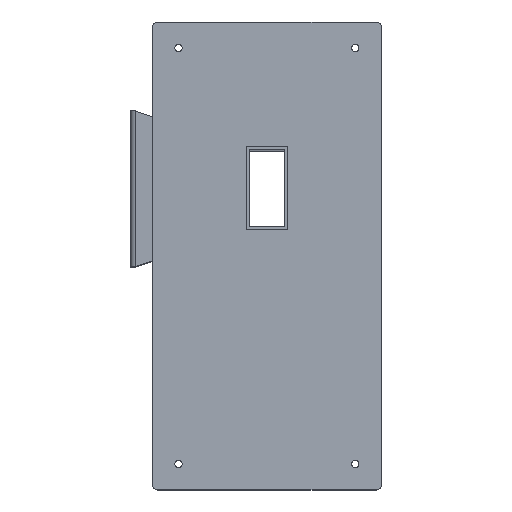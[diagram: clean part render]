
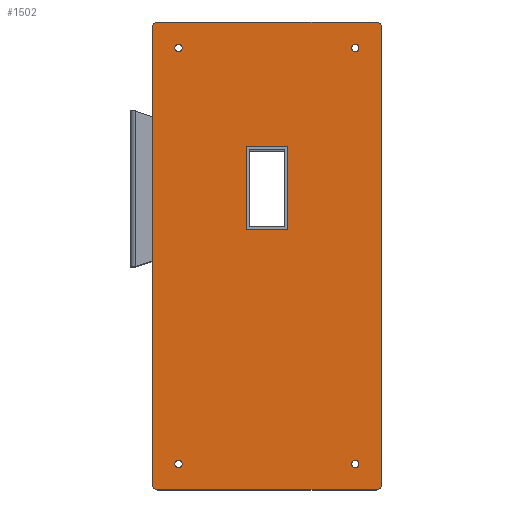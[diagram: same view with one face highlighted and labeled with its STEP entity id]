
A CAD part, top view. The second image highlights one B-rep face of the part: STEP entity #1502.
In plain terms, the highlighted planar face has unit normal (0, 0, 1).
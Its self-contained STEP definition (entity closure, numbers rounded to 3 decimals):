
#5 = DIRECTION ( 'NONE',  ( 0., 0., 1. ) ) ;
#35 = FACE_BOUND ( 'NONE', #79, .T. ) ;
#49 = LINE ( 'NONE', #330, #319 ) ;
#68 = ORIENTED_EDGE ( 'NONE', *, *, #1205, .T. ) ;
#70 = EDGE_CURVE ( 'NONE', #1652, #1652, #1275, .T. ) ;
#76 = DIRECTION ( 'NONE',  ( 0., 0., 1. ) ) ;
#79 = EDGE_LOOP ( 'NONE', ( #1535 ) ) ;
#96 = DIRECTION ( 'NONE',  ( 0., 1., 0. ) ) ;
#117 = DIRECTION ( 'NONE',  ( 0., 0., 1. ) ) ;
#118 = VERTEX_POINT ( 'NONE', #454 ) ;
#142 = CARTESIAN_POINT ( 'NONE',  ( -110., -285., 5. ) ) ;
#150 = EDGE_CURVE ( 'NONE', #1307, #1307, #1630, .T. ) ;
#205 = CIRCLE ( 'NONE', #829, 5. ) ;
#207 = ORIENTED_EDGE ( 'NONE', *, *, #317, .T. ) ;
#213 = DIRECTION ( 'NONE',  ( 1., 0., 0. ) ) ;
#214 = EDGE_CURVE ( 'NONE', #301, #421, #2118, .T. ) ;
#215 = EDGE_CURVE ( 'NONE', #1877, #1877, #2033, .T. ) ;
#231 = ORIENTED_EDGE ( 'NONE', *, *, #904, .F. ) ;
#238 = EDGE_CURVE ( 'NONE', #843, #1568, #2012, .T. ) ;
#245 = DIRECTION ( 'NONE',  ( 0., 0., 1. ) ) ;
#247 = DIRECTION ( 'NONE',  ( 1., 0., 0. ) ) ;
#279 = DIRECTION ( 'NONE',  ( 1., 0., 0. ) ) ;
#280 = CARTESIAN_POINT ( 'NONE',  ( -81.5, -265., 5. ) ) ;
#283 = DIRECTION ( 'NONE',  ( 1., 0., 0. ) ) ;
#301 = VERTEX_POINT ( 'NONE', #1900 ) ;
#302 = LINE ( 'NONE', #1678, #1549 ) ;
#304 = CARTESIAN_POINT ( 'NONE',  ( -110., 155., 5. ) ) ;
#306 = ORIENTED_EDGE ( 'NONE', *, *, #655, .T. ) ;
#317 = EDGE_CURVE ( 'NONE', #1434, #1343, #302, .T. ) ;
#319 = VECTOR ( 'NONE', #213, 1000. ) ;
#330 = CARTESIAN_POINT ( 'NONE',  ( -20., -40., 5. ) ) ;
#333 = CIRCLE ( 'NONE', #1148, 3.5 ) ;
#340 = DIRECTION ( 'NONE',  ( -1., 0., 0. ) ) ;
#358 = DIRECTION ( 'NONE',  ( 0., -1., 0. ) ) ;
#364 = ORIENTED_EDGE ( 'NONE', *, *, #496, .F. ) ;
#369 = AXIS2_PLACEMENT_3D ( 'NONE', #1046, #117, #682 ) ;
#407 = CARTESIAN_POINT ( 'NONE',  ( 105., -285., 5. ) ) ;
#421 = VERTEX_POINT ( 'NONE', #1478 ) ;
#448 = CARTESIAN_POINT ( 'NONE',  ( 105., 155., 5. ) ) ;
#454 = CARTESIAN_POINT ( 'NONE',  ( -20., -40., 5. ) ) ;
#475 = LINE ( 'NONE', #1796, #1687 ) ;
#486 = ORIENTED_EDGE ( 'NONE', *, *, #564, .T. ) ;
#496 = EDGE_CURVE ( 'NONE', #1273, #1273, #333, .T. ) ;
#523 = CARTESIAN_POINT ( 'NONE',  ( 20., 40., 5. ) ) ;
#562 = VECTOR ( 'NONE', #96, 1000. ) ;
#564 = EDGE_CURVE ( 'NONE', #848, #1434, #205, .T. ) ;
#594 = CARTESIAN_POINT ( 'NONE',  ( 88.5, -265., 5. ) ) ;
#614 = CARTESIAN_POINT ( 'NONE',  ( 110., 155., 5. ) ) ;
#655 = EDGE_CURVE ( 'NONE', #1568, #1938, #1842, .T. ) ;
#682 = DIRECTION ( 'NONE',  ( 1., 0., 0. ) ) ;
#708 = CARTESIAN_POINT ( 'NONE',  ( -105., -285., 5. ) ) ;
#726 = CARTESIAN_POINT ( 'NONE',  ( 105., -290., 5. ) ) ;
#750 = CARTESIAN_POINT ( 'NONE',  ( 110., -285., 5. ) ) ;
#813 = ORIENTED_EDGE ( 'NONE', *, *, #150, .F. ) ;
#816 = CARTESIAN_POINT ( 'NONE',  ( -20., 40., 5. ) ) ;
#820 = ORIENTED_EDGE ( 'NONE', *, *, #2166, .T. ) ;
#829 = AXIS2_PLACEMENT_3D ( 'NONE', #407, #245, #283 ) ;
#843 = VERTEX_POINT ( 'NONE', #304 ) ;
#848 = VERTEX_POINT ( 'NONE', #726 ) ;
#858 = EDGE_CURVE ( 'NONE', #1938, #848, #1263, .T. ) ;
#881 = ORIENTED_EDGE ( 'NONE', *, *, #238, .T. ) ;
#904 = EDGE_CURVE ( 'NONE', #1124, #118, #1439, .T. ) ;
#910 = DIRECTION ( 'NONE',  ( 0., -1., 0. ) ) ;
#916 = ORIENTED_EDGE ( 'NONE', *, *, #215, .F. ) ;
#936 = AXIS2_PLACEMENT_3D ( 'NONE', #1175, #5, #1832 ) ;
#962 = EDGE_CURVE ( 'NONE', #2089, #2164, #2023, .T. ) ;
#963 = CARTESIAN_POINT ( 'NONE',  ( -81.5, 135., 5. ) ) ;
#979 = DIRECTION ( 'NONE',  ( 1., 0., 0. ) ) ;
#1001 = AXIS2_PLACEMENT_3D ( 'NONE', #1971, #2080, #1425 ) ;
#1046 = CARTESIAN_POINT ( 'NONE',  ( 85., 135., 5. ) ) ;
#1055 = DIRECTION ( 'NONE',  ( 0., 1., 0. ) ) ;
#1064 = AXIS2_PLACEMENT_3D ( 'NONE', #448, #1632, #340 ) ;
#1099 = ORIENTED_EDGE ( 'NONE', *, *, #1821, .F. ) ;
#1100 = FACE_BOUND ( 'NONE', #1556, .T. ) ;
#1121 = ORIENTED_EDGE ( 'NONE', *, *, #214, .T. ) ;
#1124 = VERTEX_POINT ( 'NONE', #1516 ) ;
#1148 = AXIS2_PLACEMENT_3D ( 'NONE', #2137, #1180, #247 ) ;
#1151 = DIRECTION ( 'NONE',  ( -1., 0., 0. ) ) ;
#1162 = DIRECTION ( 'NONE',  ( 1., 0., 0. ) ) ;
#1164 = VECTOR ( 'NONE', #358, 1000. ) ;
#1175 = CARTESIAN_POINT ( 'NONE',  ( -105., 155., 5. ) ) ;
#1180 = DIRECTION ( 'NONE',  ( 0., 0., 1. ) ) ;
#1200 = CIRCLE ( 'NONE', #936, 5. ) ;
#1202 = EDGE_LOOP ( 'NONE', ( #916 ) ) ;
#1205 = EDGE_CURVE ( 'NONE', #1343, #301, #2112, .T. ) ;
#1228 = EDGE_LOOP ( 'NONE', ( #813 ) ) ;
#1239 = PLANE ( 'NONE',  #1950 ) ;
#1251 = CARTESIAN_POINT ( 'NONE',  ( -105., 160., 5. ) ) ;
#1257 = ORIENTED_EDGE ( 'NONE', *, *, #962, .F. ) ;
#1259 = ORIENTED_EDGE ( 'NONE', *, *, #1838, .F. ) ;
#1263 = LINE ( 'NONE', #1753, #1707 ) ;
#1268 = CARTESIAN_POINT ( 'NONE',  ( 20., 40., 5. ) ) ;
#1273 = VERTEX_POINT ( 'NONE', #963 ) ;
#1275 = CIRCLE ( 'NONE', #369, 3.5 ) ;
#1303 = CARTESIAN_POINT ( 'NONE',  ( 20., -40., 5. ) ) ;
#1304 = FACE_BOUND ( 'NONE', #1202, .T. ) ;
#1307 = VERTEX_POINT ( 'NONE', #594 ) ;
#1319 = AXIS2_PLACEMENT_3D ( 'NONE', #708, #76, #2140 ) ;
#1326 = CARTESIAN_POINT ( 'NONE',  ( 85., -265., 5. ) ) ;
#1343 = VERTEX_POINT ( 'NONE', #614 ) ;
#1363 = ORIENTED_EDGE ( 'NONE', *, *, #858, .T. ) ;
#1416 = VECTOR ( 'NONE', #1151, 1000. ) ;
#1425 = DIRECTION ( 'NONE',  ( 1., 0., 0. ) ) ;
#1434 = VERTEX_POINT ( 'NONE', #750 ) ;
#1439 = LINE ( 'NONE', #816, #1164 ) ;
#1478 = CARTESIAN_POINT ( 'NONE',  ( -105., 160., 5. ) ) ;
#1502 = ADVANCED_FACE ( 'NONE', ( #1100, #35, #1304, #2029, #1919, #1831 ), #1239, .T. ) ;
#1515 = AXIS2_PLACEMENT_3D ( 'NONE', #1326, #1812, #979 ) ;
#1516 = CARTESIAN_POINT ( 'NONE',  ( -20., 40., 5. ) ) ;
#1521 = CARTESIAN_POINT ( 'NONE',  ( -105., -290., 5. ) ) ;
#1525 = EDGE_LOOP ( 'NONE', ( #486, #207, #68, #1121, #820, #881, #306, #1363 ) ) ;
#1535 = ORIENTED_EDGE ( 'NONE', *, *, #70, .F. ) ;
#1546 = DIRECTION ( 'NONE',  ( 0., 0., 1. ) ) ;
#1549 = VECTOR ( 'NONE', #1055, 1000. ) ;
#1556 = EDGE_LOOP ( 'NONE', ( #364 ) ) ;
#1568 = VERTEX_POINT ( 'NONE', #142 ) ;
#1630 = CIRCLE ( 'NONE', #1515, 3.5 ) ;
#1632 = DIRECTION ( 'NONE',  ( 0., 0., 1. ) ) ;
#1652 = VERTEX_POINT ( 'NONE', #1732 ) ;
#1658 = DIRECTION ( 'NONE',  ( -1., 0., 0. ) ) ;
#1678 = CARTESIAN_POINT ( 'NONE',  ( 110., -285., 5. ) ) ;
#1687 = VECTOR ( 'NONE', #1658, 1000. ) ;
#1707 = VECTOR ( 'NONE', #1162, 1000. ) ;
#1732 = CARTESIAN_POINT ( 'NONE',  ( 88.5, 135., 5. ) ) ;
#1753 = CARTESIAN_POINT ( 'NONE',  ( -105., -290., 5. ) ) ;
#1762 = CARTESIAN_POINT ( 'NONE',  ( 105., -285., 5. ) ) ;
#1796 = CARTESIAN_POINT ( 'NONE',  ( -20., 40., 5. ) ) ;
#1812 = DIRECTION ( 'NONE',  ( 0., 0., 1. ) ) ;
#1821 = EDGE_CURVE ( 'NONE', #118, #2089, #49, .T. ) ;
#1831 = FACE_BOUND ( 'NONE', #2065, .T. ) ;
#1832 = DIRECTION ( 'NONE',  ( -1., 0., 0. ) ) ;
#1838 = EDGE_CURVE ( 'NONE', #2164, #1124, #475, .T. ) ;
#1842 = CIRCLE ( 'NONE', #1319, 5. ) ;
#1877 = VERTEX_POINT ( 'NONE', #280 ) ;
#1900 = CARTESIAN_POINT ( 'NONE',  ( 105., 160., 5. ) ) ;
#1919 = FACE_OUTER_BOUND ( 'NONE', #1525, .T. ) ;
#1938 = VERTEX_POINT ( 'NONE', #1521 ) ;
#1950 = AXIS2_PLACEMENT_3D ( 'NONE', #1762, #1546, #279 ) ;
#1971 = CARTESIAN_POINT ( 'NONE',  ( -85., -265., 5. ) ) ;
#1973 = CARTESIAN_POINT ( 'NONE',  ( -110., -285., 5. ) ) ;
#2012 = LINE ( 'NONE', #1973, #2129 ) ;
#2023 = LINE ( 'NONE', #1268, #562 ) ;
#2029 = FACE_BOUND ( 'NONE', #1228, .T. ) ;
#2033 = CIRCLE ( 'NONE', #1001, 3.5 ) ;
#2065 = EDGE_LOOP ( 'NONE', ( #1099, #231, #1259, #1257 ) ) ;
#2080 = DIRECTION ( 'NONE',  ( 0., 0., 1. ) ) ;
#2089 = VERTEX_POINT ( 'NONE', #1303 ) ;
#2112 = CIRCLE ( 'NONE', #1064, 5. ) ;
#2118 = LINE ( 'NONE', #1251, #1416 ) ;
#2129 = VECTOR ( 'NONE', #910, 1000. ) ;
#2137 = CARTESIAN_POINT ( 'NONE',  ( -85., 135., 5. ) ) ;
#2140 = DIRECTION ( 'NONE',  ( -1., 0., 0. ) ) ;
#2164 = VERTEX_POINT ( 'NONE', #523 ) ;
#2166 = EDGE_CURVE ( 'NONE', #421, #843, #1200, .T. ) ;
